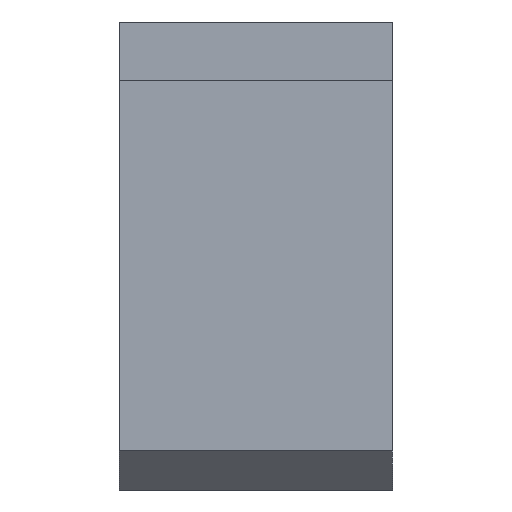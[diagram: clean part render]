
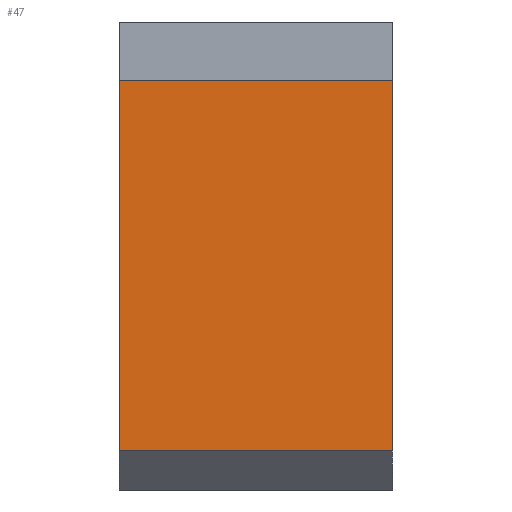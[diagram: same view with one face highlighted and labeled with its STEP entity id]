
A CAD part, front view. The second image highlights one B-rep face of the part: STEP entity #47.
In plain terms, the highlighted planar face has unit normal (0, -1, 0).
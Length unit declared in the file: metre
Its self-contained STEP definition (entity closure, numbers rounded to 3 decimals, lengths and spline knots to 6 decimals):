
#47 = ADVANCED_FACE( '', ( #102 ), #103, .F. );
#102 = FACE_OUTER_BOUND( '', #163, .T. );
#103 = PLANE( '', #164 );
#163 = EDGE_LOOP( '', ( #244, #245, #246, #247 ) );
#164 = AXIS2_PLACEMENT_3D( '', #248, #249, #250 );
#244 = ORIENTED_EDGE( '', *, *, #360, .T. );
#245 = ORIENTED_EDGE( '', *, *, #361, .F. );
#246 = ORIENTED_EDGE( '', *, *, #353, .F. );
#247 = ORIENTED_EDGE( '', *, *, #362, .T. );
#248 = CARTESIAN_POINT( '', ( -0.028, -0.02, -0.019 ) );
#249 = DIRECTION( '', ( 0., 1., 0. ) );
#250 = DIRECTION( '', ( 0., 0., 1. ) );
#353 = EDGE_CURVE( '', #418, #420, #421, .T. );
#360 = EDGE_CURVE( '', #430, #431, #432, .T. );
#361 = EDGE_CURVE( '', #420, #431, #433, .T. );
#362 = EDGE_CURVE( '', #418, #430, #434, .T. );
#418 = VERTEX_POINT( '', #508 );
#420 = VERTEX_POINT( '', #511 );
#421 = LINE( '', #512, #513 );
#430 = VERTEX_POINT( '', #525 );
#431 = VERTEX_POINT( '', #526 );
#432 = LINE( '', #527, #528 );
#433 = LINE( '', #529, #530 );
#434 = LINE( '', #531, #532 );
#508 = CARTESIAN_POINT( '', ( -0.028, -0.02, -0.019 ) );
#511 = CARTESIAN_POINT( '', ( -0.028, -0.02, 0.019 ) );
#512 = CARTESIAN_POINT( '', ( -0.028, -0.02, -0.019 ) );
#513 = VECTOR( '', #591, 1. );
#525 = CARTESIAN_POINT( '', ( 0., -0.02, -0.019 ) );
#526 = CARTESIAN_POINT( '', ( 0., -0.02, 0.019 ) );
#527 = CARTESIAN_POINT( '', ( 0., -0.02, -0.019 ) );
#528 = VECTOR( '', #598, 1. );
#529 = CARTESIAN_POINT( '', ( -0.028, -0.02, 0.019 ) );
#530 = VECTOR( '', #599, 1. );
#531 = CARTESIAN_POINT( '', ( -0.028, -0.02, -0.019 ) );
#532 = VECTOR( '', #600, 1. );
#591 = DIRECTION( '', ( 0., 0., 1. ) );
#598 = DIRECTION( '', ( 0., 0., 1. ) );
#599 = DIRECTION( '', ( 1., 0., 0. ) );
#600 = DIRECTION( '', ( 1., 0., 0. ) );
